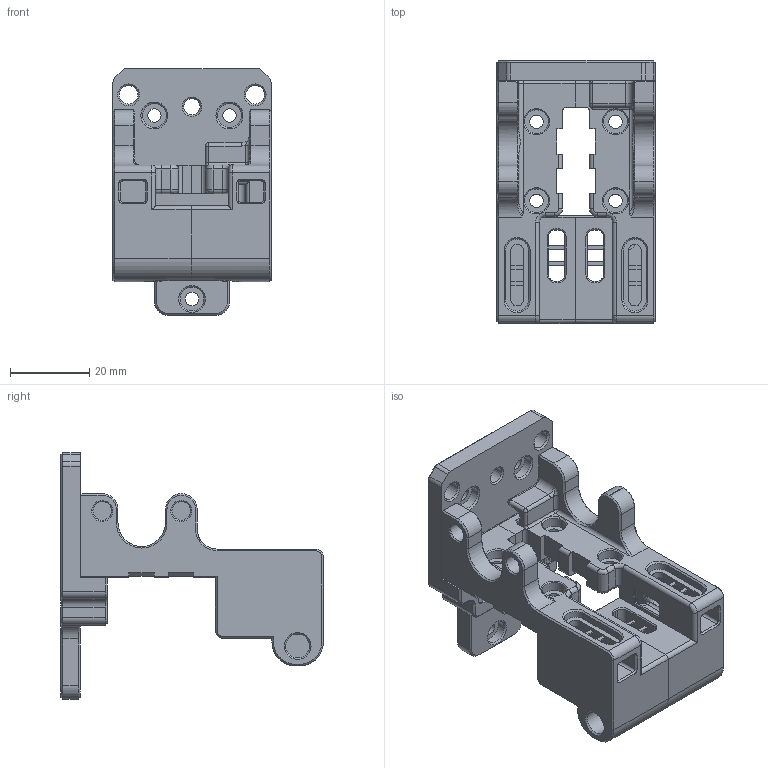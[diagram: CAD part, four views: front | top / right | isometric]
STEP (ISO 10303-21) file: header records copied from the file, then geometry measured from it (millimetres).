
FILE_DESCRIPTION(/* description */ (''),/* implementation_level */ '2;1');
FILE_NAME(/* name */ 'x_carriage_MGN12.step',/* time_stamp */ '2023-06-11T00:05:34+02:00',/* author */ (''),/* organization */ (''),/* preprocessor_version */ 'ST-DEVELOPER v19.2',/* originating_system */ 'Autodesk Translation Framework v12.6.0.85',/* authorisation */ '');
FILE_SCHEMA (('AUTOMOTIVE_DESIGN { 1 0 10303 214 3 1 1 }'));
Length unit declared in the file: millimetre
Products named in the file (2): Mammoth_V3_Print-Version; Mammoth Printed Printhead
Assembly tree (1 placements, depth 2):
  Mammoth_V3_Print-Version
    Mammoth Printed Printhead
Bounding box: 40 x 66.45 x 62.45 mm (x, y, z)
Volume: 35386.5 mm3; surface area: 23134.5 mm2
Topology: 3 solids, 4 shells, 1234 faces, 3265 edges, 2066 vertices
Faces by surface type: plane 808, cylinder 186, cone 139, bspline 82, torus 17, sphere 2
Full cylindrical faces by diameter (mm): 1.9 x2, 3.2 x2, 3.4 x12, 3.8 x1, 4 x1, 4.1 x1, 4.7 x10, 5.5 x2, 6 x12
Entity records: 40265 total; most frequent: CARTESIAN_POINT 8740, ORIENTED_EDGE 6514, DIRECTION 5922, EDGE_CURVE 3257, LINE 2518, VECTOR 2518, VERTEX_POINT 2066, AXIS2_PLACEMENT_3D 1702
